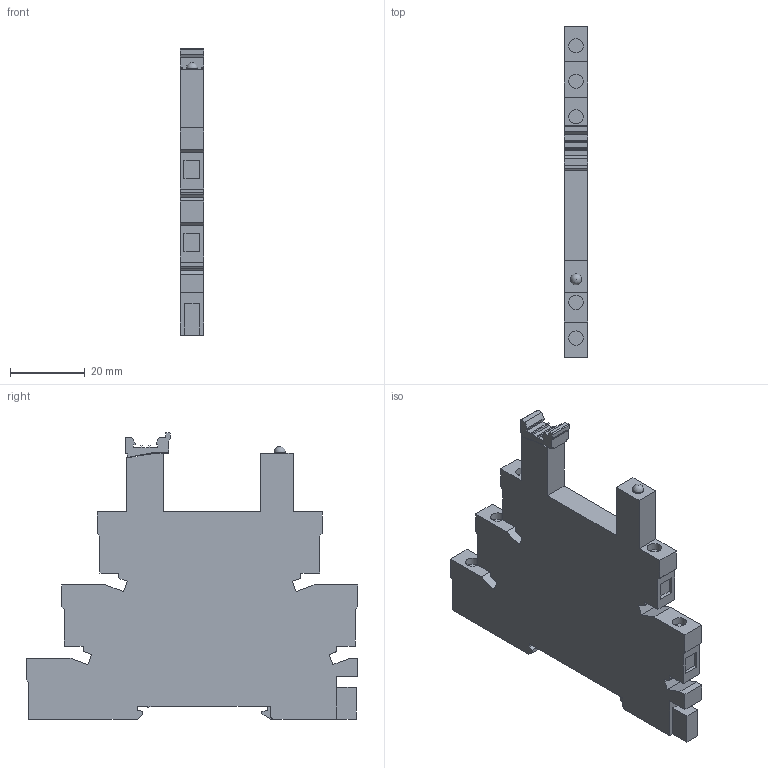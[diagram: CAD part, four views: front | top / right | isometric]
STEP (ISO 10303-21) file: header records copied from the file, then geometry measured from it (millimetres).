
FILE_DESCRIPTION(/* description */ (''),/* implementation_level */ '2;1');
FILE_NAME(/* name */ '3d_HR1XS110.stp',/* time_stamp */ '2018-11-13T08:10:15+01:00',/* author */ ('Andrzej'),/* organization */ (''),/* preprocessor_version */ 'ST-DEVELOPER v16.13',/* originating_system */ 'AutoCAD Mechanical',/* authorisation */ '');
FILE_SCHEMA (('AUTOMOTIVE_DESIGN { 1 0 10303 214 3 1 1 }'));
Length unit declared in the file: millimetre
Products named in the file (1): Product
Bounding box: 6.3 x 88.5 x 76.4 mm (x, y, z)
Volume: 26125.2 mm3; surface area: 11540.3 mm2
Topology: 1 solids, 1 shells, 168 faces, 1189 edges, 1748 vertices
Faces by surface type: plane 147, cylinder 20, sphere 1
Full cylindrical faces by diameter (mm): 3 x1, 3.8 x5
Entity records: 11118 total; most frequent: CARTESIAN_POINT 3106, DIRECTION 1618, LINE 1082, VECTOR 1082, ORIENTED_EDGE 914, STYLED_ITEM 725, TRIMMED_CURVE 724, EDGE_CURVE 457
